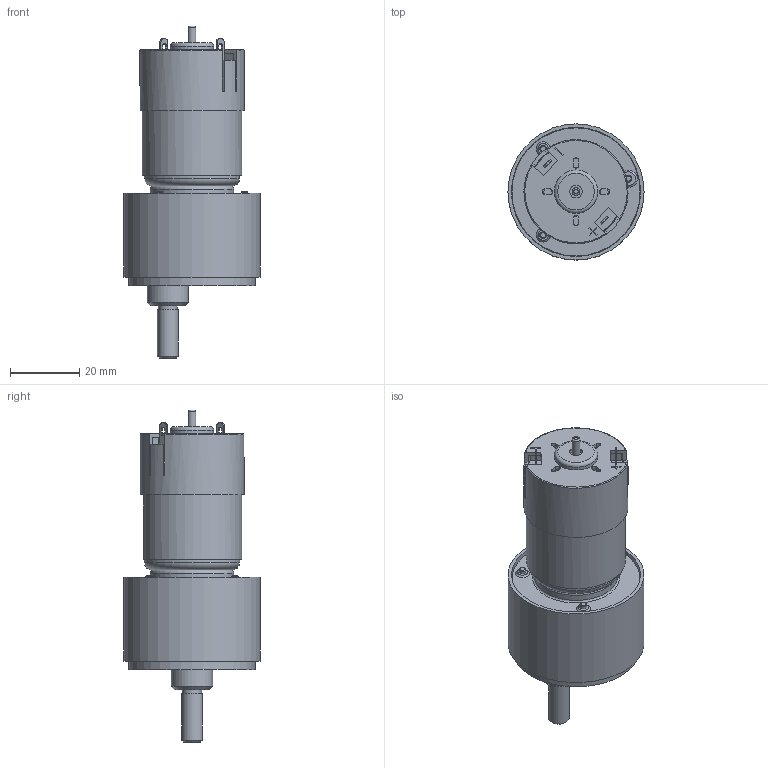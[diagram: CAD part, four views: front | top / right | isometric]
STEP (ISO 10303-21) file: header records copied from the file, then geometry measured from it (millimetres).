
FILE_DESCRIPTION(('STEP AP214'),'1');
FILE_NAME('1308-24-250.stp','2015-07-08T14:57:34',(' '),(' '),'Spatial InterOp 3D',' ',' ');
FILE_SCHEMA(('automotive_design'));
Length unit declared in the file: millimetre
Products named in the file (34): Gearbox Assy -250; Gearbox plates; Plate pillar; OP boss; OP Shaft; Shaft; Spur Gear; Gearbox screw assy; Screw : Pan - M2.0 x 25.0; Washer : Plain - M2.0 x 0.75; Gearbox body; 1308-24-250 Motor gearbox assy; Motor assy; Motor mount; Motor; Motor shell; Front bearing; Body sleeve; Single Helical Gear; Rear bearing; Rear assy; Motor rear moulding; Positive terminal; Negative terminal; Screw : Pan - M2.5 x 4.0; Motor retaining ring; Motor cover
Assembly tree (36 placements, depth 5):
  1308-24-250 Motor gearbox assy
    Gearbox Assy -250
      Gearbox plates
      Plate pillar  x3
      OP boss
      OP Shaft
        Shaft
        Spur Gear
      Gearbox screw assy
        Screw : Pan - M2.0 x 25.0
        Washer : Plain - M2.0 x 0.75
      Gearbox screw assy
        Screw : Pan - M2.0 x 25.0
        Washer : Plain - M2.0 x 0.75
      Gearbox screw assy
        Screw : Pan - M2.0 x 25.0
        Washer : Plain - M2.0 x 0.75
      Gearbox body
    Motor assy
      Motor mount
      Motor
        Motor shell
        Front bearing
        Shaft
        Body sleeve
        Single Helical Gear
        Rear bearing
        Rear assy
          Motor rear moulding
          Positive terminal
          Negative terminal
      Screw : Pan - M2.5 x 4.0  x2
      Motor retaining ring
      Motor cover
Bounding box: 39.2 x 39.2 x 95.65 mm (x, y, z)
Volume: 22176.6 mm3; surface area: 38795.3 mm2
Topology: 29 solids, 29 shells, 799 faces, 2018 edges, 1327 vertices
Faces by surface type: plane 504, cylinder 206, bspline 48, torus 21, cone 20
Full cylindrical faces by diameter (mm): 1.6 x3, 2 x7, 2.1 x3, 2.2 x3, 2.214 x3, 2.3 x4, 2.5 x20, 2.7 x2, 2.8 x8, 3 x3, 3.6 x1, 3.8 x3, 3.85 x3, 4 x2, 4.4 x3, 4.65 x2, 5 x2, 6 x4, 6.1 x1, 8 x1, 8.9 x1, 9 x2, 9.9 x1, 10 x2, 10.3 x2, 11.9 x2, 12.5 x1, 21.5 x1, 22.2 x1, 24 x1
Entity records: 29182 total; most frequent: CARTESIAN_POINT 5234, DIRECTION 3469, ORIENTED_EDGE 3460, EDGE_CURVE 1730, VERTEX_POINT 1211, AXIS2_PLACEMENT_3D 1172, LINE 1125, VECTOR 1125
